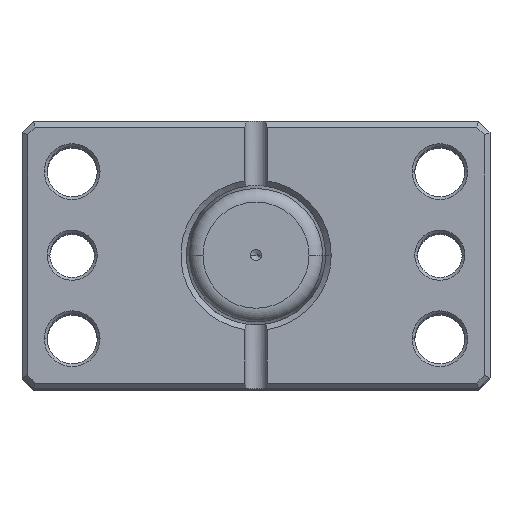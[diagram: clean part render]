
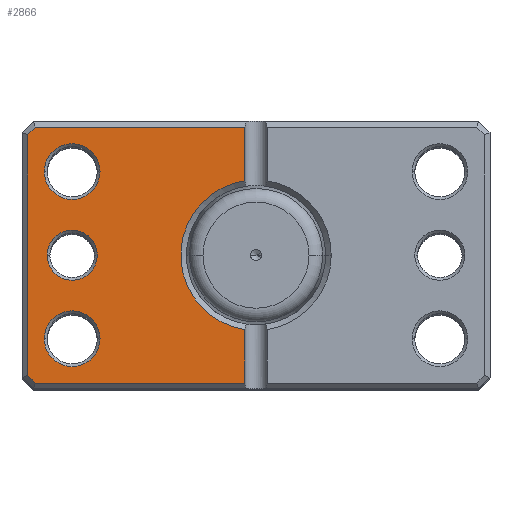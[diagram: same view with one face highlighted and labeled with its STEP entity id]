
A CAD part, top view. The second image highlights one B-rep face of the part: STEP entity #2866.
In plain terms, the highlighted face is planar.
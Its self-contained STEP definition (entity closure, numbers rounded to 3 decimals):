
#22 = CARTESIAN_POINT ( 'NONE',  ( 31.293, 31.293, 0. ) ) ;
#140 = ORIENTED_EDGE ( 'NONE', *, *, #3929, .T. ) ;
#162 = DIRECTION ( 'NONE',  ( 0., -1., 0. ) ) ;
#260 = FACE_BOUND ( 'NONE', #6327, .T. ) ;
#343 = PLANE ( 'NONE',  #3720 ) ;
#422 = CARTESIAN_POINT ( 'NONE',  ( 31.293, -31.293, 0. ) ) ;
#492 = ORIENTED_EDGE ( 'NONE', *, *, #5961, .T. ) ;
#536 = EDGE_CURVE ( 'NONE', #1995, #6743, #4658, .T. ) ;
#657 = ORIENTED_EDGE ( 'NONE', *, *, #5907, .T. ) ;
#730 = CARTESIAN_POINT ( 'NONE',  ( 33., 0., 0. ) ) ;
#800 = LINE ( 'NONE', #22, #6283 ) ;
#831 = ORIENTED_EDGE ( 'NONE', *, *, #5232, .T. ) ;
#903 = VERTEX_POINT ( 'NONE', #4234 ) ;
#1041 = EDGE_CURVE ( 'NONE', #5569, #1922, #5904, .T. ) ;
#1066 = CARTESIAN_POINT ( 'NONE',  ( 39.586, 23., 0. ) ) ;
#1213 = EDGE_CURVE ( 'NONE', #4761, #3436, #5574, .T. ) ;
#1272 = DIRECTION ( 'NONE',  ( 1., 0., 0. ) ) ;
#1442 = CARTESIAN_POINT ( 'NONE',  ( 0., -23., 0. ) ) ;
#1448 = EDGE_CURVE ( 'NONE', #3288, #2377, #2847, .T. ) ;
#1516 = DIRECTION ( 'NONE',  ( 1., 0., 0. ) ) ;
#1612 = VERTEX_POINT ( 'NONE', #1066 ) ;
#1660 = CIRCLE ( 'NONE', #1895, 5. ) ;
#1674 = CARTESIAN_POINT ( 'NONE',  ( 33., 0., 0. ) ) ;
#1709 = FACE_OUTER_BOUND ( 'NONE', #4024, .T. ) ;
#1729 = CARTESIAN_POINT ( 'NONE',  ( 28.5, 0., 0. ) ) ;
#1757 = CARTESIAN_POINT ( 'NONE',  ( 37.5, 0., 0. ) ) ;
#1766 = DIRECTION ( 'NONE',  ( 0., 0., 1. ) ) ;
#1880 = FACE_BOUND ( 'NONE', #3607, .T. ) ;
#1884 = CARTESIAN_POINT ( 'NONE',  ( 0., 23., 0. ) ) ;
#1895 = AXIS2_PLACEMENT_3D ( 'NONE', #6353, #3079, #6881 ) ;
#1922 = VERTEX_POINT ( 'NONE', #5706 ) ;
#1925 = DIRECTION ( 'NONE',  ( 1., 0., 0. ) ) ;
#1940 = ORIENTED_EDGE ( 'NONE', *, *, #3583, .T. ) ;
#1965 = AXIS2_PLACEMENT_3D ( 'NONE', #2451, #6285, #3011 ) ;
#1988 = VECTOR ( 'NONE', #2920, 1000. ) ;
#1995 = VERTEX_POINT ( 'NONE', #1729 ) ;
#2035 = EDGE_LOOP ( 'NONE', ( #1940, #4715 ) ) ;
#2174 = LINE ( 'NONE', #6189, #1988 ) ;
#2212 = VERTEX_POINT ( 'NONE', #2814 ) ;
#2309 = AXIS2_PLACEMENT_3D ( 'NONE', #6495, #3233, #7038 ) ;
#2367 = CARTESIAN_POINT ( 'NONE',  ( 2., 13.351, 0. ) ) ;
#2377 = VERTEX_POINT ( 'NONE', #3663 ) ;
#2451 = CARTESIAN_POINT ( 'NONE',  ( 33., 15., 0. ) ) ;
#2482 = CARTESIAN_POINT ( 'NONE',  ( 0., 0., 0. ) ) ;
#2506 = EDGE_CURVE ( 'NONE', #3436, #1612, #7009, .T. ) ;
#2540 = AXIS2_PLACEMENT_3D ( 'NONE', #730, #4599, #1272 ) ;
#2541 = CARTESIAN_POINT ( 'NONE',  ( 0., 0., 0. ) ) ;
#2671 = VECTOR ( 'NONE', #1516, 1000. ) ;
#2814 = CARTESIAN_POINT ( 'NONE',  ( 38., -15., 0. ) ) ;
#2847 = LINE ( 'NONE', #5654, #7026 ) ;
#2866 = ADVANCED_FACE ( 'NONE', ( #260, #1880, #4655, #1709 ), #343, .F. ) ;
#2920 = DIRECTION ( 'NONE',  ( 0., 1., 0. ) ) ;
#2974 = ORIENTED_EDGE ( 'NONE', *, *, #2506, .T. ) ;
#3011 = DIRECTION ( 'NONE',  ( 1., 0., 0. ) ) ;
#3032 = DIRECTION ( 'NONE',  ( 1., 0., 0. ) ) ;
#3079 = DIRECTION ( 'NONE',  ( 0., 0., 1. ) ) ;
#3157 = ORIENTED_EDGE ( 'NONE', *, *, #5602, .T. ) ;
#3233 = DIRECTION ( 'NONE',  ( 0., 0., 1. ) ) ;
#3288 = VERTEX_POINT ( 'NONE', #5379 ) ;
#3297 = LINE ( 'NONE', #1442, #4589 ) ;
#3427 = CARTESIAN_POINT ( 'NONE',  ( 2., 24., 0. ) ) ;
#3436 = VERTEX_POINT ( 'NONE', #6094 ) ;
#3491 = EDGE_CURVE ( 'NONE', #903, #3599, #2174, .T. ) ;
#3571 = AXIS2_PLACEMENT_3D ( 'NONE', #2482, #6311, #3032 ) ;
#3582 = CARTESIAN_POINT ( 'NONE',  ( 2., -13.351, 0. ) ) ;
#3583 = EDGE_CURVE ( 'NONE', #1922, #5569, #6784, .T. ) ;
#3599 = VERTEX_POINT ( 'NONE', #3582 ) ;
#3607 = EDGE_LOOP ( 'NONE', ( #3157, #3957 ) ) ;
#3616 = VECTOR ( 'NONE', #3909, 1000. ) ;
#3645 = VECTOR ( 'NONE', #4838, 1000. ) ;
#3663 = CARTESIAN_POINT ( 'NONE',  ( 41., -21.586, 0. ) ) ;
#3668 = DIRECTION ( 'NONE',  ( 1., 0., 0. ) ) ;
#3720 = AXIS2_PLACEMENT_3D ( 'NONE', #2541, #6903, #3668 ) ;
#3755 = CARTESIAN_POINT ( 'NONE',  ( 39.586, -23., 0. ) ) ;
#3822 = AXIS2_PLACEMENT_3D ( 'NONE', #1674, #1766, #1925 ) ;
#3873 = VERTEX_POINT ( 'NONE', #6404 ) ;
#3909 = DIRECTION ( 'NONE',  ( 0., 1., 0. ) ) ;
#3929 = EDGE_CURVE ( 'NONE', #2377, #6057, #4945, .T. ) ;
#3954 = ORIENTED_EDGE ( 'NONE', *, *, #1213, .T. ) ;
#3957 = ORIENTED_EDGE ( 'NONE', *, *, #6081, .T. ) ;
#4001 = CIRCLE ( 'NONE', #3571, 13.5 ) ;
#4024 = EDGE_LOOP ( 'NONE', ( #4793, #657, #3954, #2974, #5065, #5233, #140, #492 ) ) ;
#4214 = DIRECTION ( 'NONE',  ( -1., 0., 0. ) ) ;
#4234 = CARTESIAN_POINT ( 'NONE',  ( 2., -23., 0. ) ) ;
#4441 = CIRCLE ( 'NONE', #2540, 4.5 ) ;
#4589 = VECTOR ( 'NONE', #4214, 1000. ) ;
#4599 = DIRECTION ( 'NONE',  ( 0., 0., 1. ) ) ;
#4644 = AXIS2_PLACEMENT_3D ( 'NONE', #4676, #4750, #4725 ) ;
#4655 = FACE_BOUND ( 'NONE', #2035, .T. ) ;
#4658 = CIRCLE ( 'NONE', #3822, 4.5 ) ;
#4676 = CARTESIAN_POINT ( 'NONE',  ( 33., 15., 0. ) ) ;
#4715 = ORIENTED_EDGE ( 'NONE', *, *, #1041, .T. ) ;
#4725 = DIRECTION ( 'NONE',  ( 1., 0., 0. ) ) ;
#4750 = DIRECTION ( 'NONE',  ( 0., 0., 1. ) ) ;
#4761 = VERTEX_POINT ( 'NONE', #2367 ) ;
#4793 = ORIENTED_EDGE ( 'NONE', *, *, #3491, .T. ) ;
#4805 = ORIENTED_EDGE ( 'NONE', *, *, #536, .T. ) ;
#4838 = DIRECTION ( 'NONE',  ( -0.707, -0.707, 0. ) ) ;
#4945 = LINE ( 'NONE', #422, #3645 ) ;
#5065 = ORIENTED_EDGE ( 'NONE', *, *, #5332, .T. ) ;
#5232 = EDGE_CURVE ( 'NONE', #6743, #1995, #4441, .T. ) ;
#5233 = ORIENTED_EDGE ( 'NONE', *, *, #1448, .T. ) ;
#5332 = EDGE_CURVE ( 'NONE', #1612, #3288, #800, .T. ) ;
#5379 = CARTESIAN_POINT ( 'NONE',  ( 41., 21.586, 0. ) ) ;
#5569 = VERTEX_POINT ( 'NONE', #6821 ) ;
#5574 = LINE ( 'NONE', #3427, #3616 ) ;
#5602 = EDGE_CURVE ( 'NONE', #3873, #2212, #1660, .T. ) ;
#5654 = CARTESIAN_POINT ( 'NONE',  ( 41., 0., 0. ) ) ;
#5706 = CARTESIAN_POINT ( 'NONE',  ( 28., 15., 0. ) ) ;
#5904 = CIRCLE ( 'NONE', #4644, 5. ) ;
#5907 = EDGE_CURVE ( 'NONE', #3599, #4761, #4001, .T. ) ;
#5961 = EDGE_CURVE ( 'NONE', #6057, #903, #3297, .T. ) ;
#6028 = DIRECTION ( 'NONE',  ( 0.707, -0.707, 0. ) ) ;
#6057 = VERTEX_POINT ( 'NONE', #3755 ) ;
#6081 = EDGE_CURVE ( 'NONE', #2212, #3873, #6779, .T. ) ;
#6094 = CARTESIAN_POINT ( 'NONE',  ( 2., 23., 0. ) ) ;
#6189 = CARTESIAN_POINT ( 'NONE',  ( 2., 24., 0. ) ) ;
#6283 = VECTOR ( 'NONE', #6028, 1000. ) ;
#6285 = DIRECTION ( 'NONE',  ( 0., 0., 1. ) ) ;
#6311 = DIRECTION ( 'NONE',  ( 0., 0., 1. ) ) ;
#6327 = EDGE_LOOP ( 'NONE', ( #4805, #831 ) ) ;
#6353 = CARTESIAN_POINT ( 'NONE',  ( 33., -15., 0. ) ) ;
#6404 = CARTESIAN_POINT ( 'NONE',  ( 28., -15., 0. ) ) ;
#6495 = CARTESIAN_POINT ( 'NONE',  ( 33., -15., 0. ) ) ;
#6743 = VERTEX_POINT ( 'NONE', #1757 ) ;
#6779 = CIRCLE ( 'NONE', #2309, 5. ) ;
#6784 = CIRCLE ( 'NONE', #1965, 5. ) ;
#6821 = CARTESIAN_POINT ( 'NONE',  ( 38., 15., 0. ) ) ;
#6881 = DIRECTION ( 'NONE',  ( 1., 0., 0. ) ) ;
#6903 = DIRECTION ( 'NONE',  ( 0., 0., 1. ) ) ;
#7009 = LINE ( 'NONE', #1884, #2671 ) ;
#7026 = VECTOR ( 'NONE', #162, 1000. ) ;
#7038 = DIRECTION ( 'NONE',  ( 1., 0., 0. ) ) ;
